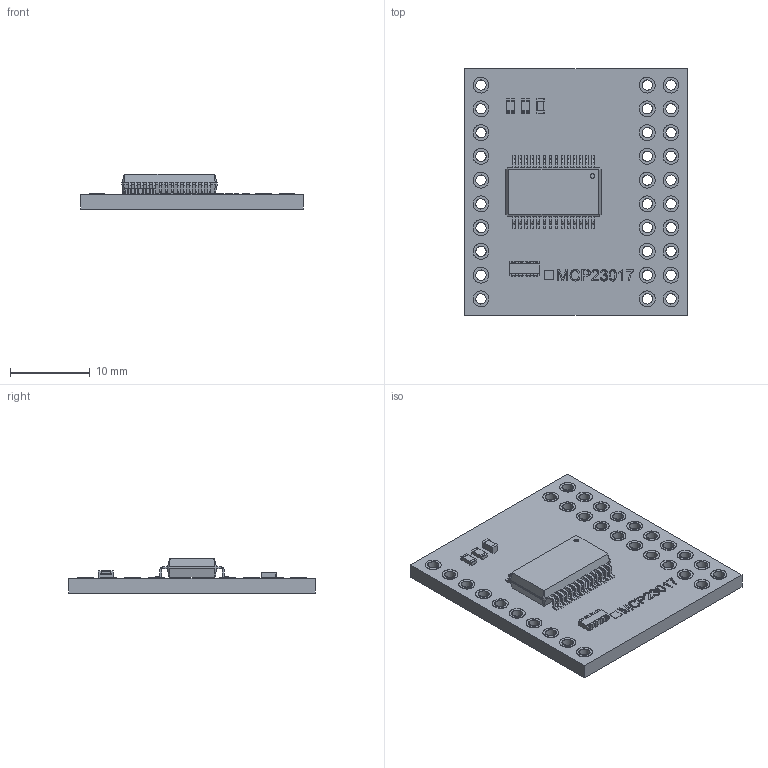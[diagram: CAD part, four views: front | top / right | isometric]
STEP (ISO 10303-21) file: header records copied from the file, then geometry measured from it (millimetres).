
FILE_DESCRIPTION(('FreeCAD Model'),'2;1');
FILE_NAME('Open CASCADE Shape Model','2025-05-02T11:54:05',('FreeCAD'),( 'FreeCAD'),'Open CASCADE STEP processor 7.6','FreeCAD','Unknown');
FILE_SCHEMA(('AUTOMOTIVE_DESIGN { 1 0 10303 214 1 1 1 1 }'));
Products named in the file (1): Open CASCADE STEP translator 7.6 1
Bounding box: 27.87 x 30.92 x 4.39 mm (x, y, z)
Volume: 1725.2 mm3; surface area: 3279.4 mm2
Topology: 143 solids, 143 shells, 3203 faces, 8430 edges, 5576 vertices
Faces by surface type: bspline 3203
Entity records: 96631 total; most frequent: CARTESIAN_POINT 44689, ORIENTED_EDGE 16860, EDGE_CURVE 8430, B_SPLINE_CURVE_WITH_KNOTS 7752, VERTEX_POINT 5576, FACE_BOUND 3482, EDGE_LOOP 3482, ADVANCED_FACE 3203
